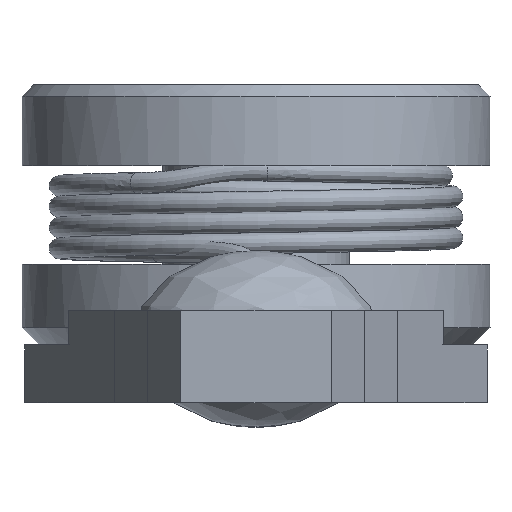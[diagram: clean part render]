
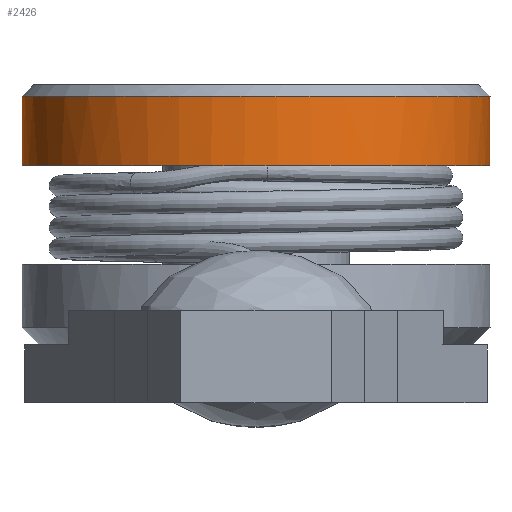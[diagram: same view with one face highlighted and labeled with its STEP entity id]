
A CAD part, left-side view. The second image highlights one B-rep face of the part: STEP entity #2426.
In plain terms, the highlighted free-form (B-spline) face has degree [2, 1] with [7, 2] control points.
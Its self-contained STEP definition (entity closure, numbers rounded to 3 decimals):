
#1918=CARTESIAN_POINT('',(2.025,0.,1.85));
#1919=VERTEX_POINT('',#1918);
#1925=CARTESIAN_POINT('',(2.025,0.,1.85));
#1926=CARTESIAN_POINT('',(2.025,-2.025,1.85));
#1927=CARTESIAN_POINT('',(0.,-2.025,1.85));
#1928=CARTESIAN_POINT('',(-2.025,-2.025,1.85));
#1929=CARTESIAN_POINT('',(-2.025,0.,1.85));
#1930=CARTESIAN_POINT('',(-2.025,2.025,1.85));
#1931=CARTESIAN_POINT('',(0.,2.025,1.85));
#1932=CARTESIAN_POINT('',(2.025,2.025,1.85));
#1933=CARTESIAN_POINT('',(2.025,0.,1.85));
#1934=(BOUNDED_CURVE()B_SPLINE_CURVE(2,(#1925,#1926,#1927,#1928,#1929,#1930,#1931,#1932,#1933),.CIRCULAR_ARC.,.T.,.U.)B_SPLINE_CURVE_WITH_KNOTS((3,2,2,2,3),(0.,0.25,0.5,0.75,1.),.UNSPECIFIED.)CURVE()GEOMETRIC_REPRESENTATION_ITEM()RATIONAL_B_SPLINE_CURVE((1.,0.707,1.,0.707,1.,0.707,1.,0.707,1.))REPRESENTATION_ITEM(''));
#1935=EDGE_CURVE('',#1919,#1919,#1934,.T.);
#2390=CARTESIAN_POINT('',(2.025,0.,1.25));
#2391=CARTESIAN_POINT('',(2.025,0.,1.95));
#2392=CARTESIAN_POINT('',(2.025,3.507,1.25));
#2393=CARTESIAN_POINT('',(2.025,3.507,1.95));
#2394=CARTESIAN_POINT('',(-1.013,1.754,1.25));
#2395=CARTESIAN_POINT('',(-1.013,1.754,1.95));
#2396=CARTESIAN_POINT('',(-4.05,0.,1.25));
#2397=CARTESIAN_POINT('',(-4.05,0.,1.95));
#2398=CARTESIAN_POINT('',(-1.013,-1.754,1.25));
#2399=CARTESIAN_POINT('',(-1.013,-1.754,1.95));
#2400=CARTESIAN_POINT('',(2.025,-3.507,1.25));
#2401=CARTESIAN_POINT('',(2.025,-3.507,1.95));
#2402=CARTESIAN_POINT('',(2.025,0.,1.25));
#2403=CARTESIAN_POINT('',(2.025,0.,1.95));
#2404=(BOUNDED_SURFACE()B_SPLINE_SURFACE(2,1,((#2390,#2391),(#2392,#2393),(#2394,#2395),(#2396,#2397),(#2398,#2399),(#2400,#2401),(#2402,#2403)),.CYLINDRICAL_SURF.,.T.,.F.,.U.)B_SPLINE_SURFACE_WITH_KNOTS((3,2,2,3),(2,2),(0.,0.333,0.667,1.),(0.,1.),.UNSPECIFIED.)GEOMETRIC_REPRESENTATION_ITEM()RATIONAL_B_SPLINE_SURFACE(((1.,1.),(0.5,0.5),(1.,1.),(0.5,0.5),(1.,1.),(0.5,0.5),(1.,1.)))REPRESENTATION_ITEM('')SURFACE());
#2405=ORIENTED_EDGE('',*,*,#1935,.T.);
#2406=CARTESIAN_POINT('',(2.025,0.,1.25));
#2407=VERTEX_POINT('',#2406);
#2408=CARTESIAN_POINT('',(2.025,0.,1.25));
#2409=CARTESIAN_POINT('',(2.025,0.,1.85));
#2410=B_SPLINE_CURVE_WITH_KNOTS('',1,(#2408,#2409),.POLYLINE_FORM.,.F.,.U.,(2,2),(0.,0.857),.UNSPECIFIED.);
#2411=EDGE_CURVE('',#2407,#1919,#2410,.T.);
#2412=ORIENTED_EDGE('',*,*,#2411,.F.);
#2413=CARTESIAN_POINT('',(2.025,0.,1.25));
#2414=CARTESIAN_POINT('',(2.025,3.507,1.25));
#2415=CARTESIAN_POINT('',(-1.013,1.754,1.25));
#2416=CARTESIAN_POINT('',(-4.05,0.,1.25));
#2417=CARTESIAN_POINT('',(-1.013,-1.754,1.25));
#2418=CARTESIAN_POINT('',(2.025,-3.507,1.25));
#2419=CARTESIAN_POINT('',(2.025,0.,1.25));
#2420=(BOUNDED_CURVE()B_SPLINE_CURVE(2,(#2413,#2414,#2415,#2416,#2417,#2418,#2419),.CIRCULAR_ARC.,.T.,.U.)B_SPLINE_CURVE_WITH_KNOTS((3,2,2,3),(0.,0.333,0.667,1.),.UNSPECIFIED.)CURVE()GEOMETRIC_REPRESENTATION_ITEM()RATIONAL_B_SPLINE_CURVE((1.,0.5,1.,0.5,1.,0.5,1.))REPRESENTATION_ITEM(''));
#2421=EDGE_CURVE('',#2407,#2407,#2420,.T.);
#2422=ORIENTED_EDGE('',*,*,#2421,.T.);
#2423=ORIENTED_EDGE('',*,*,#2411,.T.);
#2424=EDGE_LOOP('',(#2405,#2412,#2422,#2423));
#2425=FACE_OUTER_BOUND('',#2424,.T.);
#2426=ADVANCED_FACE('',(#2425),#2404,.T.);
